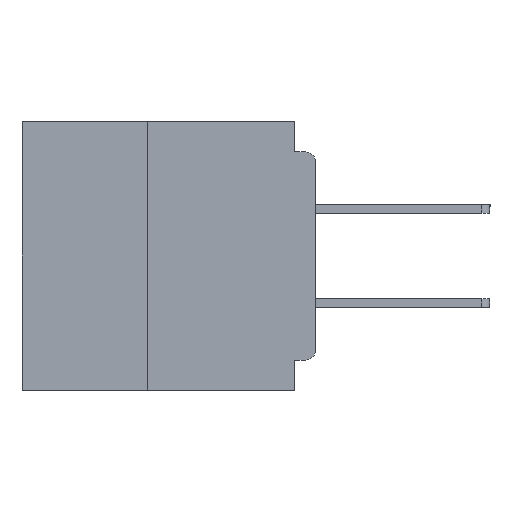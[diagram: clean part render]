
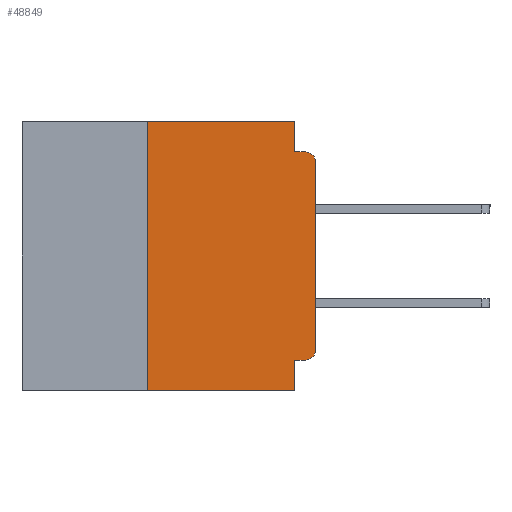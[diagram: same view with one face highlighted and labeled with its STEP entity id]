
A CAD part, left-side view. The second image highlights one B-rep face of the part: STEP entity #48849.
In plain terms, the highlighted planar face has unit normal (-1, 0, 0).
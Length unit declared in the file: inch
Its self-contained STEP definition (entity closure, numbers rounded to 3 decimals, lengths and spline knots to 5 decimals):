
#1733 = AXIS2_PLACEMENT_3D ( 'NONE', #41267, #16255, #45498 ) ;
#2264 = VECTOR ( 'NONE', #19266, 39.37008 ) ;
#2413 = EDGE_CURVE ( 'NONE', #29755, #42140, #51722, .T. ) ;
#2605 = LINE ( 'NONE', #12960, #45769 ) ;
#2842 = CARTESIAN_POINT ( 'NONE',  ( 0., 0.031, -0.4 ) ) ;
#3001 = CARTESIAN_POINT ( 'NONE',  ( 0., 0., 0. ) ) ;
#4379 = CARTESIAN_POINT ( 'NONE',  ( 0., 0.015, -0.34 ) ) ;
#4927 = CARTESIAN_POINT ( 'NONE',  ( 0., 0.031, -0.355 ) ) ;
#5162 = FACE_OUTER_BOUND ( 'NONE', #45109, .T. ) ;
#5825 = DIRECTION ( 'NONE',  ( 1., 0., 0. ) ) ;
#6622 = ORIENTED_EDGE ( 'NONE', *, *, #32797, .T. ) ;
#7625 = VERTEX_POINT ( 'NONE', #35817 ) ;
#8291 = VERTEX_POINT ( 'NONE', #2842 ) ;
#8586 = DIRECTION ( 'NONE',  ( 0., 0., -1. ) ) ;
#8782 = CARTESIAN_POINT ( 'NONE',  ( 0., 0., -0.045 ) ) ;
#9616 = CARTESIAN_POINT ( 'NONE',  ( 0., 0.25, -0.4 ) ) ;
#11176 = CARTESIAN_POINT ( 'NONE',  ( 0., 0.437, 0. ) ) ;
#12596 = EDGE_CURVE ( 'NONE', #42140, #8291, #2605, .T. ) ;
#12656 = VERTEX_POINT ( 'NONE', #21696 ) ;
#12960 = CARTESIAN_POINT ( 'NONE',  ( 0., 0.031, -0.4 ) ) ;
#13584 = CARTESIAN_POINT ( 'NONE',  ( 0., 0.031, 0. ) ) ;
#14583 = LINE ( 'NONE', #8782, #24387 ) ;
#14744 = LINE ( 'NONE', #40100, #2264 ) ;
#15804 = ORIENTED_EDGE ( 'NONE', *, *, #32727, .T. ) ;
#16255 = DIRECTION ( 'NONE',  ( -1., 0., 0. ) ) ;
#18315 = EDGE_CURVE ( 'NONE', #48485, #25062, #49169, .T. ) ;
#19266 = DIRECTION ( 'NONE',  ( 0., -1., 0. ) ) ;
#19538 = DIRECTION ( 'NONE',  ( 0., -1., 0. ) ) ;
#20005 = LINE ( 'NONE', #13584, #29786 ) ;
#21362 = DIRECTION ( 'NONE',  ( 0., -1., 0. ) ) ;
#21696 = CARTESIAN_POINT ( 'NONE',  ( 0., 0., -0.34 ) ) ;
#22594 = EDGE_CURVE ( 'NONE', #7625, #25062, #14583, .T. ) ;
#23520 = DIRECTION ( 'NONE',  ( 0., 1., 0. ) ) ;
#23684 = LINE ( 'NONE', #9616, #44591 ) ;
#23895 = AXIS2_PLACEMENT_3D ( 'NONE', #30853, #5825, #35067 ) ;
#23927 = CARTESIAN_POINT ( 'NONE',  ( 0., 0.015, -0.355 ) ) ;
#24387 = VECTOR ( 'NONE', #21362, 39.37008 ) ;
#25021 = ORIENTED_EDGE ( 'NONE', *, *, #2413, .F. ) ;
#25062 = VERTEX_POINT ( 'NONE', #27367 ) ;
#25553 = DIRECTION ( 'NONE',  ( 0., 0., -1. ) ) ;
#26171 = DIRECTION ( 'NONE',  ( 0., 0., -1. ) ) ;
#26175 = EDGE_CURVE ( 'NONE', #35901, #7625, #20005, .T. ) ;
#26458 = EDGE_CURVE ( 'NONE', #52604, #35901, #38951, .T. ) ;
#26670 = PLANE ( 'NONE',  #23895 ) ;
#26982 = ORIENTED_EDGE ( 'NONE', *, *, #26458, .F. ) ;
#26992 = AXIS2_PLACEMENT_3D ( 'NONE', #4379, #33606, #8586 ) ;
#27367 = CARTESIAN_POINT ( 'NONE',  ( 0., 0.015, -0.045 ) ) ;
#27817 = VECTOR ( 'NONE', #19538, 39.37008 ) ;
#29755 = VERTEX_POINT ( 'NONE', #23927 ) ;
#29786 = VECTOR ( 'NONE', #26171, 39.37008 ) ;
#29791 = CARTESIAN_POINT ( 'NONE',  ( 0., 0.25, 0. ) ) ;
#29958 = CARTESIAN_POINT ( 'NONE',  ( 0., 0.031, 0. ) ) ;
#30853 = CARTESIAN_POINT ( 'NONE',  ( 0., 0.437, 0. ) ) ;
#32727 = EDGE_CURVE ( 'NONE', #42743, #8291, #14744, .T. ) ;
#32797 = EDGE_CURVE ( 'NONE', #12656, #48485, #52573, .T. ) ;
#33606 = DIRECTION ( 'NONE',  ( -1., 0., 0. ) ) ;
#34784 = ORIENTED_EDGE ( 'NONE', *, *, #22594, .F. ) ;
#34838 = CARTESIAN_POINT ( 'NONE',  ( 0., 0.25, -0.4 ) ) ;
#35067 = DIRECTION ( 'NONE',  ( 0., 0., -1. ) ) ;
#35817 = CARTESIAN_POINT ( 'NONE',  ( 0., 0.031, -0.045 ) ) ;
#35901 = VERTEX_POINT ( 'NONE', #29958 ) ;
#36391 = CARTESIAN_POINT ( 'NONE',  ( 0., 0., -0.06 ) ) ;
#36454 = DIRECTION ( 'NONE',  ( 0., 0., 1. ) ) ;
#37114 = EDGE_CURVE ( 'NONE', #42743, #52604, #23684, .T. ) ;
#37864 = CIRCLE ( 'NONE', #26992, 0.015 ) ;
#38951 = LINE ( 'NONE', #11176, #27817 ) ;
#40051 = ORIENTED_EDGE ( 'NONE', *, *, #48650, .T. ) ;
#40100 = CARTESIAN_POINT ( 'NONE',  ( 0., 0.437, -0.4 ) ) ;
#40624 = VECTOR ( 'NONE', #23520, 39.37008 ) ;
#41267 = CARTESIAN_POINT ( 'NONE',  ( 0., 0.015, -0.06 ) ) ;
#41491 = VECTOR ( 'NONE', #36454, 39.37008 ) ;
#42140 = VERTEX_POINT ( 'NONE', #4927 ) ;
#42588 = ORIENTED_EDGE ( 'NONE', *, *, #18315, .T. ) ;
#42743 = VERTEX_POINT ( 'NONE', #34838 ) ;
#43327 = ORIENTED_EDGE ( 'NONE', *, *, #37114, .F. ) ;
#44591 = VECTOR ( 'NONE', #47236, 39.37008 ) ;
#45109 = EDGE_LOOP ( 'NONE', ( #6622, #42588, #34784, #51113, #26982, #43327, #15804, #53004, #25021, #40051 ) ) ;
#45498 = DIRECTION ( 'NONE',  ( 0., 0., -1. ) ) ;
#45769 = VECTOR ( 'NONE', #25553, 39.37008 ) ;
#47236 = DIRECTION ( 'NONE',  ( 0., 0., 1. ) ) ;
#48485 = VERTEX_POINT ( 'NONE', #36391 ) ;
#48554 = CARTESIAN_POINT ( 'NONE',  ( 0., 0., -0.355 ) ) ;
#48650 = EDGE_CURVE ( 'NONE', #29755, #12656, #37864, .T. ) ;
#48849 = ADVANCED_FACE ( 'NONE', ( #5162 ), #26670, .F. ) ;
#49169 = CIRCLE ( 'NONE', #1733, 0.015 ) ;
#51113 = ORIENTED_EDGE ( 'NONE', *, *, #26175, .F. ) ;
#51722 = LINE ( 'NONE', #48554, #40624 ) ;
#52573 = LINE ( 'NONE', #3001, #41491 ) ;
#52604 = VERTEX_POINT ( 'NONE', #29791 ) ;
#53004 = ORIENTED_EDGE ( 'NONE', *, *, #12596, .F. ) ;
